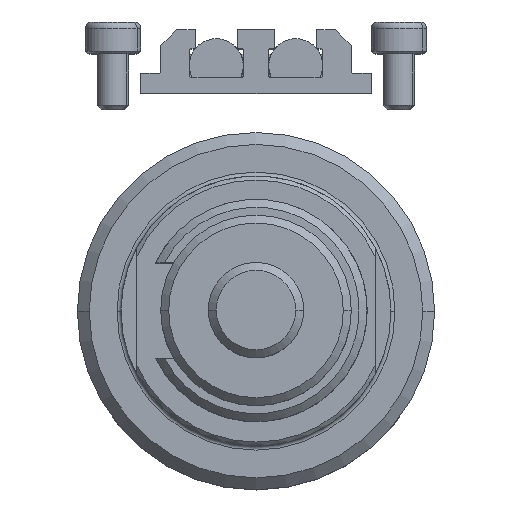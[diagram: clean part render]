
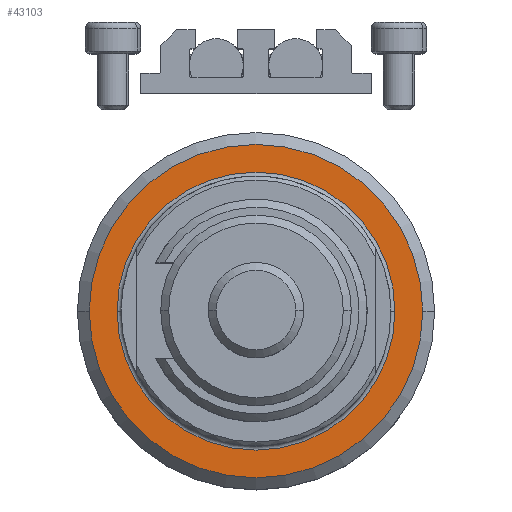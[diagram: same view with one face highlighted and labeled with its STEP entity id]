
A CAD part, top view. The second image highlights one B-rep face of the part: STEP entity #43103.
In plain terms, the highlighted face is planar.
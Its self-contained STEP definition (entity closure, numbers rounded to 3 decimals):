
#1756 = FACE_BOUND ( 'NONE', #15718, .T. ) ;
#6380 = CARTESIAN_POINT ( 'NONE',  ( 0., 0., 0. ) ) ;
#6495 = CIRCLE ( 'NONE', #14703, 17.5 ) ;
#7328 = VERTEX_POINT ( 'NONE', #49459 ) ;
#7435 = ORIENTED_EDGE ( 'NONE', *, *, #38280, .T. ) ;
#7786 = AXIS2_PLACEMENT_3D ( 'NONE', #36892, #44392, #33295 ) ;
#9906 = AXIS2_PLACEMENT_3D ( 'NONE', #41222, #13862, #45344 ) ;
#11390 = ORIENTED_EDGE ( 'NONE', *, *, #43998, .T. ) ;
#11681 = CIRCLE ( 'NONE', #41335, 17.5 ) ;
#11871 = VERTEX_POINT ( 'NONE', #38312 ) ;
#13617 = DIRECTION ( 'NONE',  ( 0., 0., 1. ) ) ;
#13862 = DIRECTION ( 'NONE',  ( 0., 0., -1. ) ) ;
#14375 = DIRECTION ( 'NONE',  ( 0., 0., 1. ) ) ;
#14703 = AXIS2_PLACEMENT_3D ( 'NONE', #6380, #13617, #17754 ) ;
#15051 = DIRECTION ( 'NONE',  ( 0., 0., 1. ) ) ;
#15718 = EDGE_LOOP ( 'NONE', ( #7435, #22366 ) ) ;
#17491 = CARTESIAN_POINT ( 'NONE',  ( 0., 0., 0. ) ) ;
#17754 = DIRECTION ( 'NONE',  ( 1., 0., 0. ) ) ;
#19034 = ORIENTED_EDGE ( 'NONE', *, *, #19116, .T. ) ;
#19116 = EDGE_CURVE ( 'NONE', #11871, #29857, #35828, .T. ) ;
#19430 = CARTESIAN_POINT ( 'NONE',  ( 0., 0., 0. ) ) ;
#22366 = ORIENTED_EDGE ( 'NONE', *, *, #30813, .T. ) ;
#29857 = VERTEX_POINT ( 'NONE', #37783 ) ;
#30119 = DIRECTION ( 'NONE',  ( 1., 0., 0. ) ) ;
#30530 = CARTESIAN_POINT ( 'NONE',  ( 17.5, 0., 0. ) ) ;
#30813 = EDGE_CURVE ( 'NONE', #7328, #39927, #6495, .T. ) ;
#33295 = DIRECTION ( 'NONE',  ( 1., 0., 0. ) ) ;
#33995 = PLANE ( 'NONE',  #36237 ) ;
#35828 = CIRCLE ( 'NONE', #7786, 21. ) ;
#36237 = AXIS2_PLACEMENT_3D ( 'NONE', #17491, #14375, #30119 ) ;
#36892 = CARTESIAN_POINT ( 'NONE',  ( 0., 0., 0. ) ) ;
#37783 = CARTESIAN_POINT ( 'NONE',  ( -21., 0., 0. ) ) ;
#38280 = EDGE_CURVE ( 'NONE', #39927, #7328, #11681, .T. ) ;
#38312 = CARTESIAN_POINT ( 'NONE',  ( 21., 0., 0. ) ) ;
#39927 = VERTEX_POINT ( 'NONE', #30530 ) ;
#41222 = CARTESIAN_POINT ( 'NONE',  ( 0., 0., 0. ) ) ;
#41335 = AXIS2_PLACEMENT_3D ( 'NONE', #19430, #15051, #50886 ) ;
#43103 = ADVANCED_FACE ( 'NONE', ( #1756, #49199 ), #33995, .F. ) ;
#43998 = EDGE_CURVE ( 'NONE', #29857, #11871, #46978, .T. ) ;
#44392 = DIRECTION ( 'NONE',  ( 0., 0., -1. ) ) ;
#45344 = DIRECTION ( 'NONE',  ( 1., 0., 0. ) ) ;
#46978 = CIRCLE ( 'NONE', #9906, 21. ) ;
#48464 = EDGE_LOOP ( 'NONE', ( #19034, #11390 ) ) ;
#49199 = FACE_OUTER_BOUND ( 'NONE', #48464, .T. ) ;
#49459 = CARTESIAN_POINT ( 'NONE',  ( -17.5, 0., 0. ) ) ;
#50886 = DIRECTION ( 'NONE',  ( 1., 0., 0. ) ) ;
